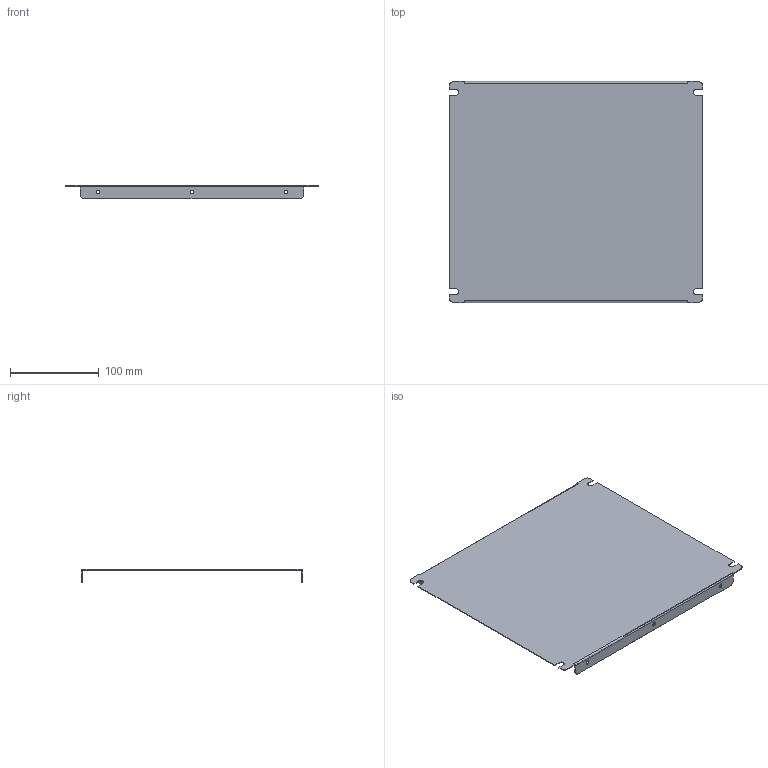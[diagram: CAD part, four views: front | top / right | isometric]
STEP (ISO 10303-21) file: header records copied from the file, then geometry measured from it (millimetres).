
FILE_DESCRIPTION (( 'STEP AP214' ), '1' );
FILE_NAME ('YKM40D-FO-PVS-025-040 FORMAT Ôàëüø-ïàíåëü âíóòðåííÿÿ ãëóõàÿ 250õ400ìì (2øò_êîìïë) IEK.STEP', '2022-05-30T13:54:57', ( '' ), ( '' ), 'SwSTEP 2.0', 'SolidWorks 2017', '' );
FILE_SCHEMA (( 'AUTOMOTIVE_DESIGN' ));
Length unit declared in the file: millimetre
Products named in the file (1): YKM40D-FO-PVS-025-040 FORMAT Ôàëüø-ïàíåëü âíóòðåííÿÿ ãëóõàÿ 250õ400ìì (2øò_êîìïë) IEK
Bounding box: 286.5 x 249.6 x 15 mm (x, y, z)
Volume: 62397.6 mm3; surface area: 157008 mm2
Topology: 1 solids, 1 shells, 68 faces, 186 edges, 120 vertices
Faces by surface type: plane 38, cylinder 30
Entity records: 2216 total; most frequent: DIRECTION 388, CARTESIAN_POINT 375, ORIENTED_EDGE 372, EDGE_CURVE 186, AXIS2_PLACEMENT_3D 133, LINE 122, VECTOR 122, VERTEX_POINT 120
